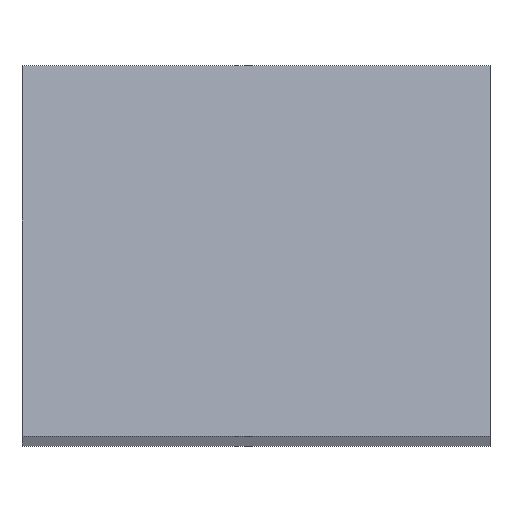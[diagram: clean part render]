
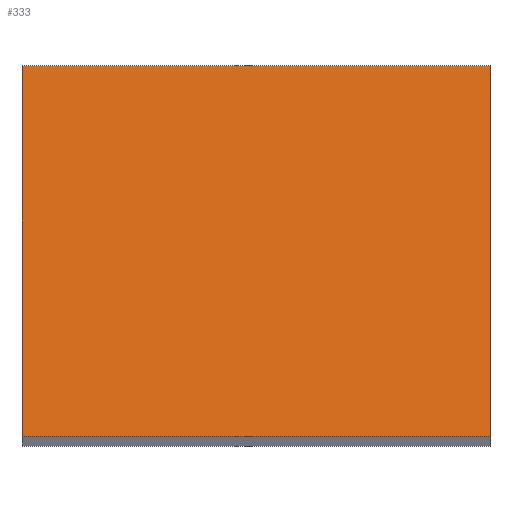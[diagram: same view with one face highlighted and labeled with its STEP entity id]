
A CAD part, top view. The second image highlights one B-rep face of the part: STEP entity #333.
In plain terms, the highlighted planar face has unit normal (0, 0.139, 0.99).
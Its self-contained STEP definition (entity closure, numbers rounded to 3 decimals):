
#28 = CARTESIAN_POINT ( 'NONE',  ( -9.99, -5.559, 3.559 ) ) ;
#47 = CARTESIAN_POINT ( 'NONE',  ( -9.99, -5.559, 3.559 ) ) ;
#55 = EDGE_CURVE ( 'NONE', #1105, #798, #1136, .T. ) ;
#103 = LINE ( 'NONE', #47, #542 ) ;
#140 = PLANE ( 'NONE',  #779 ) ;
#238 = CARTESIAN_POINT ( 'NONE',  ( 10.01, 10.286, 1.332 ) ) ;
#245 = DIRECTION ( 'NONE',  ( 0., 0.139, 0.99 ) ) ;
#288 = EDGE_CURVE ( 'NONE', #798, #401, #770, .T. ) ;
#310 = CARTESIAN_POINT ( 'NONE',  ( -9.99, 10.286, 1.332 ) ) ;
#324 = DIRECTION ( 'NONE',  ( 0., -0.99, 0.139 ) ) ;
#333 = ADVANCED_FACE ( 'NONE', ( #742 ), #140, .T. ) ;
#358 = EDGE_CURVE ( 'NONE', #808, #401, #103, .T. ) ;
#363 = ORIENTED_EDGE ( 'NONE', *, *, #55, .F. ) ;
#401 = VERTEX_POINT ( 'NONE', #776 ) ;
#411 = DIRECTION ( 'NONE',  ( 0., -0.99, 0.139 ) ) ;
#480 = VECTOR ( 'NONE', #507, 1000. ) ;
#481 = VECTOR ( 'NONE', #1056, 1000. ) ;
#485 = ORIENTED_EDGE ( 'NONE', *, *, #897, .T. ) ;
#492 = CARTESIAN_POINT ( 'NONE',  ( 10.01, 10.286, 1.332 ) ) ;
#507 = DIRECTION ( 'NONE',  ( 0., -0.99, 0.139 ) ) ;
#542 = VECTOR ( 'NONE', #760, 1000. ) ;
#554 = VECTOR ( 'NONE', #324, 1000. ) ;
#572 = CARTESIAN_POINT ( 'NONE',  ( -9.99, 10.286, 1.332 ) ) ;
#581 = ORIENTED_EDGE ( 'NONE', *, *, #358, .T. ) ;
#647 = ORIENTED_EDGE ( 'NONE', *, *, #288, .F. ) ;
#719 = CARTESIAN_POINT ( 'NONE',  ( -9.99, 10.286, 1.332 ) ) ;
#724 = LINE ( 'NONE', #572, #480 ) ;
#742 = FACE_OUTER_BOUND ( 'NONE', #1124, .T. ) ;
#760 = DIRECTION ( 'NONE',  ( 1., 0., 0. ) ) ;
#770 = LINE ( 'NONE', #238, #554 ) ;
#776 = CARTESIAN_POINT ( 'NONE',  ( 10.01, -5.559, 3.559 ) ) ;
#779 = AXIS2_PLACEMENT_3D ( 'NONE', #310, #245, #411 ) ;
#798 = VERTEX_POINT ( 'NONE', #492 ) ;
#808 = VERTEX_POINT ( 'NONE', #28 ) ;
#897 = EDGE_CURVE ( 'NONE', #1105, #808, #724, .T. ) ;
#1056 = DIRECTION ( 'NONE',  ( 1., 0., 0. ) ) ;
#1105 = VERTEX_POINT ( 'NONE', #719 ) ;
#1118 = CARTESIAN_POINT ( 'NONE',  ( -9.99, 10.286, 1.332 ) ) ;
#1124 = EDGE_LOOP ( 'NONE', ( #581, #647, #363, #485 ) ) ;
#1136 = LINE ( 'NONE', #1118, #481 ) ;
